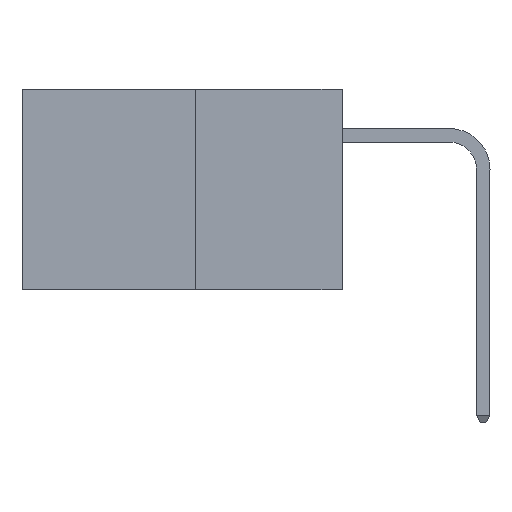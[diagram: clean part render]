
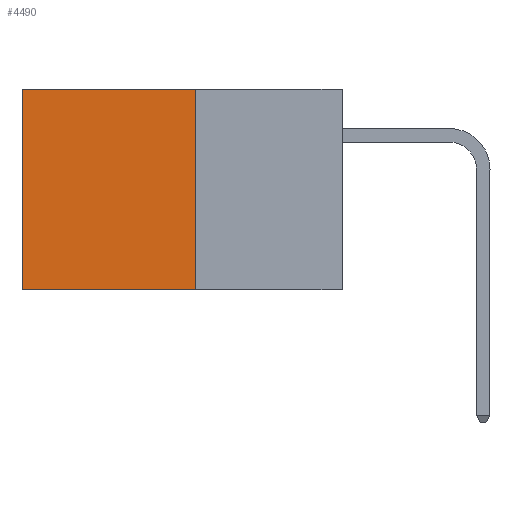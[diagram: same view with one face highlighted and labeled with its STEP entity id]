
A CAD part, left-side view. The second image highlights one B-rep face of the part: STEP entity #4490.
In plain terms, the highlighted planar face has unit normal (-1, 0, 0).
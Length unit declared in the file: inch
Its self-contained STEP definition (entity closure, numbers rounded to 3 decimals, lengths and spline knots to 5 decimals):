
#40 = CARTESIAN_POINT ( 'NONE',  ( 0.277, 0.27, 0. ) ) ;
#538 = LINE ( 'NONE', #6178, #2635 ) ;
#702 = DIRECTION ( 'NONE',  ( 0., 1., 0. ) ) ;
#1618 = FACE_OUTER_BOUND ( 'NONE', #3093, .T. ) ;
#2085 = DIRECTION ( 'NONE',  ( 0., 0., -1. ) ) ;
#2187 = VERTEX_POINT ( 'NONE', #40 ) ;
#2563 = VECTOR ( 'NONE', #5565, 39.37008 ) ;
#2635 = VECTOR ( 'NONE', #702, 39.37008 ) ;
#2645 = DIRECTION ( 'NONE',  ( 0., 0., -1. ) ) ;
#2764 = CARTESIAN_POINT ( 'NONE',  ( 0.277, 0.59, -0.37 ) ) ;
#2867 = EDGE_CURVE ( 'NONE', #2187, #5514, #538, .T. ) ;
#2977 = ORIENTED_EDGE ( 'NONE', *, *, #3172, .T. ) ;
#2986 = ORIENTED_EDGE ( 'NONE', *, *, #5576, .F. ) ;
#3018 = ORIENTED_EDGE ( 'NONE', *, *, #7222, .F. ) ;
#3035 = ORIENTED_EDGE ( 'NONE', *, *, #2867, .T. ) ;
#3036 = VERTEX_POINT ( 'NONE', #5435 ) ;
#3078 = LINE ( 'NONE', #2764, #6724 ) ;
#3093 = EDGE_LOOP ( 'NONE', ( #2977, #2986, #3018, #3035 ) ) ;
#3172 = EDGE_CURVE ( 'NONE', #5514, #3036, #3078, .T. ) ;
#3861 = CARTESIAN_POINT ( 'NONE',  ( 0.277, 0.59, 0. ) ) ;
#4074 = DIRECTION ( 'NONE',  ( 1., 0., 0. ) ) ;
#4490 = ADVANCED_FACE ( 'NONE', ( #1618 ), #8172, .F. ) ;
#5367 = CARTESIAN_POINT ( 'NONE',  ( 0.277, 0.27, -0.37 ) ) ;
#5435 = CARTESIAN_POINT ( 'NONE',  ( 0.277, 0.59, -0.37 ) ) ;
#5514 = VERTEX_POINT ( 'NONE', #3861 ) ;
#5522 = VECTOR ( 'NONE', #2085, 39.37008 ) ;
#5565 = DIRECTION ( 'NONE',  ( 0., 1., 0. ) ) ;
#5576 = EDGE_CURVE ( 'NONE', #7534, #3036, #6669, .T. ) ;
#6178 = CARTESIAN_POINT ( 'NONE',  ( 0.277, 0.27, 0. ) ) ;
#6245 = CARTESIAN_POINT ( 'NONE',  ( 0.277, 0.27, -0.37 ) ) ;
#6295 = CARTESIAN_POINT ( 'NONE',  ( 0.277, 0.27, -0.37 ) ) ;
#6376 = AXIS2_PLACEMENT_3D ( 'NONE', #6295, #4074, #8808 ) ;
#6469 = CARTESIAN_POINT ( 'NONE',  ( 0.277, 0.27, -0.37 ) ) ;
#6669 = LINE ( 'NONE', #6245, #2563 ) ;
#6724 = VECTOR ( 'NONE', #2645, 39.37008 ) ;
#7222 = EDGE_CURVE ( 'NONE', #2187, #7534, #8902, .T. ) ;
#7534 = VERTEX_POINT ( 'NONE', #5367 ) ;
#8172 = PLANE ( 'NONE',  #6376 ) ;
#8808 = DIRECTION ( 'NONE',  ( 0., 0., -1. ) ) ;
#8902 = LINE ( 'NONE', #6469, #5522 ) ;
